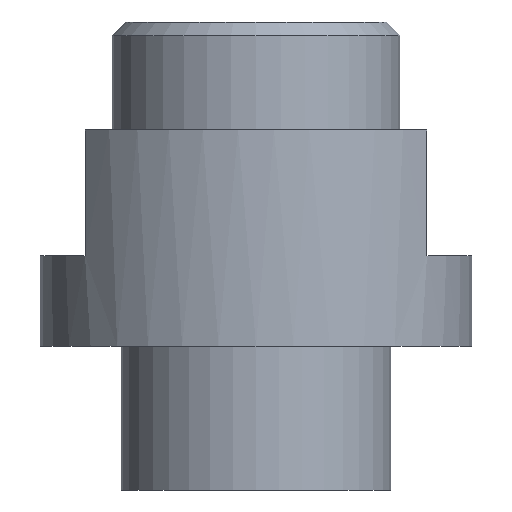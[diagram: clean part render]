
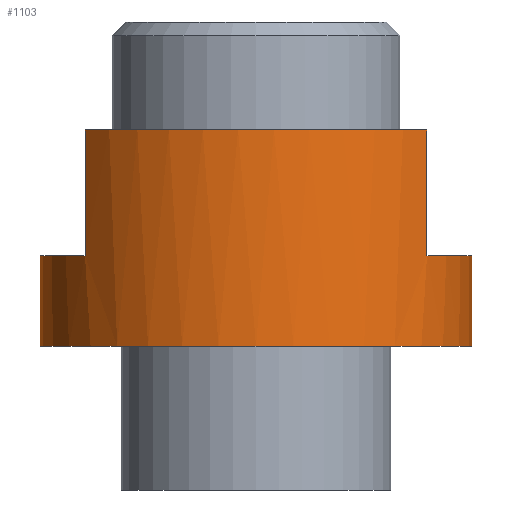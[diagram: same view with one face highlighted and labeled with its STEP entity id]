
A CAD part, front view. The second image highlights one B-rep face of the part: STEP entity #1103.
In plain terms, the highlighted cylindrical face has radius 12 mm (diameter 24 mm), a partial arc.
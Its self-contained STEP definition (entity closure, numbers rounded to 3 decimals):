
#859=EDGE_CURVE('',#981,#2081,#2411,.T.);
#889=VERTEX_POINT('',#2443);
#899=EDGE_CURVE('',#903,#1571,#2456,.T.);
#903=VERTEX_POINT('',#2461);
#979=EDGE_CURVE('',#1099,#1861,#2547,.T.);
#981=VERTEX_POINT('',#2549);
#1011=VERTEX_POINT('',#2584);
#1099=VERTEX_POINT('',#2682);
#1103=ADVANCED_FACE('',(#2686),#2687,.T.);
#1373=EDGE_CURVE('',#1011,#2081,#2988,.T.);
#1543=EDGE_CURVE('',#981,#903,#3177,.T.);
#1571=VERTEX_POINT('',#3208);
#1619=EDGE_CURVE('',#1099,#1571,#3261,.T.);
#1861=VERTEX_POINT('',#3542);
#2003=EDGE_CURVE('',#889,#1011,#3707,.T.);
#2081=VERTEX_POINT('',#3794);
#2115=EDGE_CURVE('',#889,#1861,#3832,.T.);
#2411=CIRCLE('',#4158,12.);
#2443=CARTESIAN_POINT('',(12.,0.,5.0));
#2456=CIRCLE('',#4220,12.);
#2461=CARTESIAN_POINT('',(-9.5,-7.331,5.0));
#2547=CIRCLE('',#4338,12.);
#2549=CARTESIAN_POINT('',(-9.5,-7.331,12.0));
#2584=CARTESIAN_POINT('',(9.5,-7.331,5.0));
#2682=CARTESIAN_POINT('',(-12.,0.,0.));
#2686=FACE_OUTER_BOUND('',#4512,.T.);
#2687=CYLINDRICAL_SURFACE('',#4513,12.);
#2988=LINE('',#4907,#4908);
#3177=LINE('',#5157,#5158);
#3208=CARTESIAN_POINT('',(-12.,0.,5.0));
#3261=LINE('',#5270,#5271);
#3542=CARTESIAN_POINT('',(12.,0.,0.));
#3707=CIRCLE('',#5823,12.);
#3794=CARTESIAN_POINT('',(9.5,-7.331,12.0));
#3832=LINE('',#5989,#5990);
#4158=AXIS2_PLACEMENT_3D('',#6371,#6372,#6373);
#4220=AXIS2_PLACEMENT_3D('',#6442,#6443,#6444);
#4338=AXIS2_PLACEMENT_3D('',#6576,#6577,#6578);
#4512=EDGE_LOOP('',(#6775,#6776,#6777,#6778,#6779,#6780,#6781,#6782));
#4513=AXIS2_PLACEMENT_3D('',#6783,#6784,#6785);
#4907=CARTESIAN_POINT('',(9.5,-7.331,6.));
#4908=VECTOR('',#7186,1.0);
#5157=CARTESIAN_POINT('',(-9.5,-7.331,6.));
#5158=VECTOR('',#7436,1.0);
#5270=CARTESIAN_POINT('',(-12.,0.,6.));
#5271=VECTOR('',#7552,1.0);
#5823=AXIS2_PLACEMENT_3D('',#8206,#8207,#8208);
#5989=CARTESIAN_POINT('',(12.,0.,6.));
#5990=VECTOR('',#8382,1.0);
#6371=CARTESIAN_POINT('',(0.0,0.,12.0));
#6372=DIRECTION('',(0.0,0.0,1.0));
#6373=DIRECTION('',(-1.0,0.,0.0));
#6442=CARTESIAN_POINT('',(0.0,0.,5.0));
#6443=DIRECTION('',(-0.0,0.0,-1.0));
#6444=DIRECTION('',(-1.0,0.,0.0));
#6576=CARTESIAN_POINT('',(0.0,0.,0.));
#6577=DIRECTION('',(0.0,0.0,1.0));
#6578=DIRECTION('',(-1.0,0.,0.0));
#6775=ORIENTED_EDGE('',*,*,#1619,.F.);
#6776=ORIENTED_EDGE('',*,*,#979,.T.);
#6777=ORIENTED_EDGE('',*,*,#2115,.F.);
#6778=ORIENTED_EDGE('',*,*,#2003,.T.);
#6779=ORIENTED_EDGE('',*,*,#1373,.T.);
#6780=ORIENTED_EDGE('',*,*,#859,.F.);
#6781=ORIENTED_EDGE('',*,*,#1543,.T.);
#6782=ORIENTED_EDGE('',*,*,#899,.T.);
#6783=CARTESIAN_POINT('',(0.0,0.,6.));
#6784=DIRECTION('',(-0.0,-0.0,-1.0));
#6785=DIRECTION('',(-1.0,0.,0.0));
#7186=DIRECTION('',(0.0,0.0,1.0));
#7436=DIRECTION('',(0.0,0.0,-1.0));
#7552=DIRECTION('',(0.0,0.0,1.0));
#8206=CARTESIAN_POINT('',(0.0,0.,5.0));
#8207=DIRECTION('',(-0.0,0.0,-1.0));
#8208=DIRECTION('',(-1.0,0.,0.0));
#8382=DIRECTION('',(-0.0,-0.0,-1.0));
